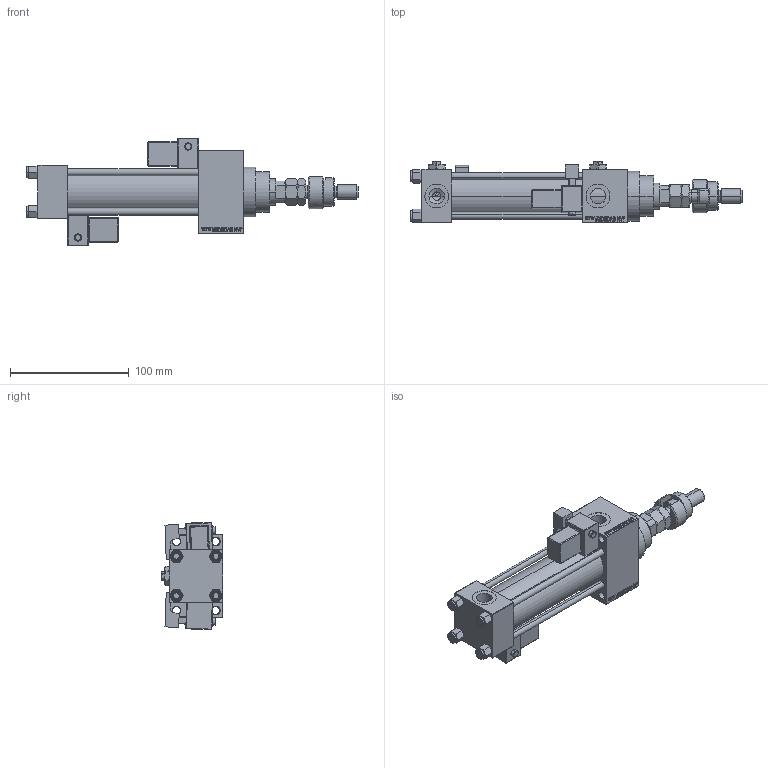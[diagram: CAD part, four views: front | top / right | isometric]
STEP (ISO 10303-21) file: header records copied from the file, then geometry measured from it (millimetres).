
FILE_DESCRIPTION (( 'STEP AP203' ), '1' );
FILE_NAME ('0bba.STEP', '2023-08-23T17:54:12', ( '' ), ( '' ), 'SwSTEP 2.0', 'SolidWorks 2019', '' );
FILE_SCHEMA (( 'CONFIG_CONTROL_DESIGN' ));
Length unit declared in the file: millimetre
Products named in the file (11): V215_VC_A e93edd6db16bbc4ae7bb1289af7a3161; V215CR_MSU e93edd6db16bbc4ae7bb1289af7a3161; FEMALE_PART_FOR_DFA e93edd6db16bbc4ae7bb1289af7a3161; V215CR_D_TYCINKA e93edd6db16bbc4ae7bb1289af7a3161; V215CR_VCP_D e93edd6db16bbc4ae7bb1289af7a3161; Zatka_pro_OIL_PORT e93edd6db16bbc4ae7bb1289af7a3161; DFA e93edd6db16bbc4ae7bb1289af7a3161; V215CR_D_Body e93edd6db16bbc4ae7bb1289af7a3161; MFA e93edd6db16bbc4ae7bb1289af7a3161; NUT_M5_D e93edd6db16bbc4ae7bb1289af7a3161; 0bba
Assembly tree (18 placements, depth 3):
  0bba
    V215CR_D_Body e93edd6db16bbc4ae7bb1289af7a3161
    V215CR_VCP_D e93edd6db16bbc4ae7bb1289af7a3161
    NUT_M5_D e93edd6db16bbc4ae7bb1289af7a3161  x4
    V215CR_D_TYCINKA e93edd6db16bbc4ae7bb1289af7a3161  x4
    V215_VC_A e93edd6db16bbc4ae7bb1289af7a3161
    DFA e93edd6db16bbc4ae7bb1289af7a3161
      FEMALE_PART_FOR_DFA e93edd6db16bbc4ae7bb1289af7a3161
      MFA e93edd6db16bbc4ae7bb1289af7a3161
    V215CR_MSU e93edd6db16bbc4ae7bb1289af7a3161  x2
    Zatka_pro_OIL_PORT e93edd6db16bbc4ae7bb1289af7a3161  x2
Bounding box: 279 x 52 x 90.31 mm (x, y, z)
Volume: 349668.6 mm3; surface area: 122699.5 mm2
Topology: 17 solids, 17 shells, 1444 faces, 3525 edges, 2218 vertices
Faces by surface type: plane 632, bspline 368, cone 224, cylinder 172, torus 24, sphere 24
Entity records: 54193 total; most frequent: CARTESIAN_POINT 26728, ORIENTED_EDGE 5956, DIRECTION 4204, EDGE_CURVE 2978, VERTEX_POINT 1916, VECTOR 1712, LINE 1712, EDGE_LOOP 1348
